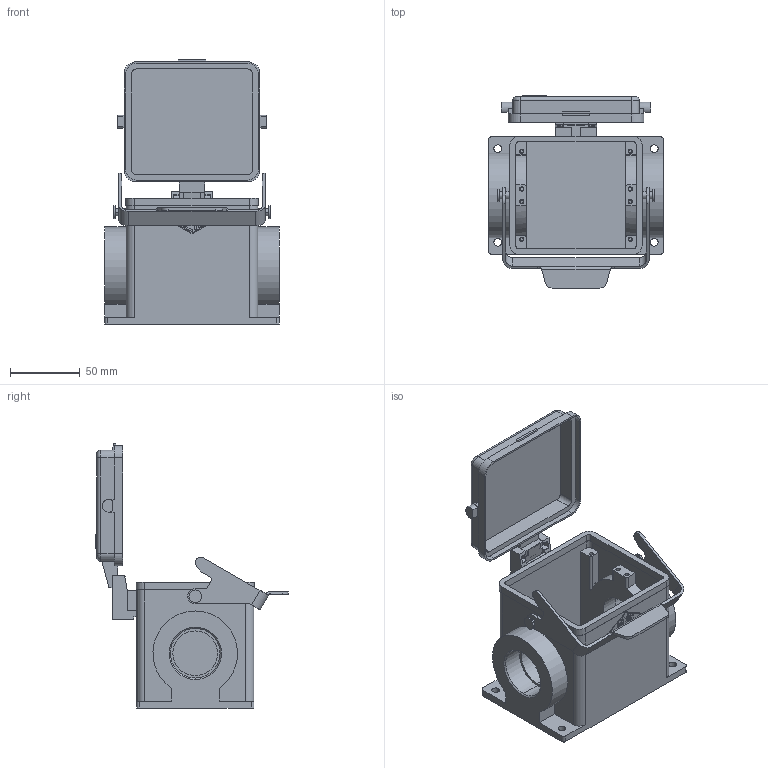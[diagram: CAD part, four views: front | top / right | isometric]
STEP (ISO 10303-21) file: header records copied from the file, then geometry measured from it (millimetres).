
FILE_DESCRIPTION(('Creo Elements/Direct Modeling STEP Export'),'2;1');
FILE_NAME('0lndrp342emk22u2516','2016-04-29T13:16:16',(''),(''),'PTC Creo Elements/Direct Modeling STEP processor for AP214 (Solid Model)','PTC Creo Elements/Direct Modeling 19.0B 21-Mar-2015 (C) Parametric Technology GmbH','');
FILE_SCHEMA(('AUTOMOTIVE_DESIGN { 1 0 10303 214 1 1 1 1 }'));
Length unit declared in the file: millimetre
Products named in the file (1): JCHP_32_LP29
Bounding box: 125 x 137.35 x 189 mm (x, y, z)
Volume: 316327.5 mm3; surface area: 132427.2 mm2
Topology: 1 solids, 1 shells, 484 faces, 1300 edges, 860 vertices
Faces by surface type: plane 281, cylinder 182, extrusion 9, torus 6, cone 4, bspline 2
Entity records: 16313 total; most frequent: CARTESIAN_POINT 4188, ORIENTED_EDGE 2608, DIRECTION 2405, EDGE_CURVE 1300, VECTOR 885, LINE 876, VERTEX_POINT 860, AXIS2_PLACEMENT_3D 760
